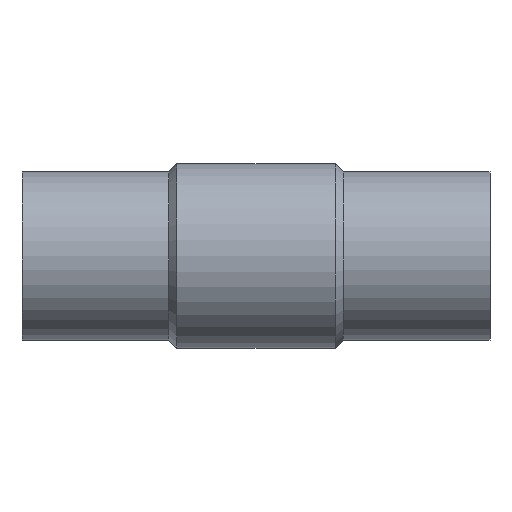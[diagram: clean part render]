
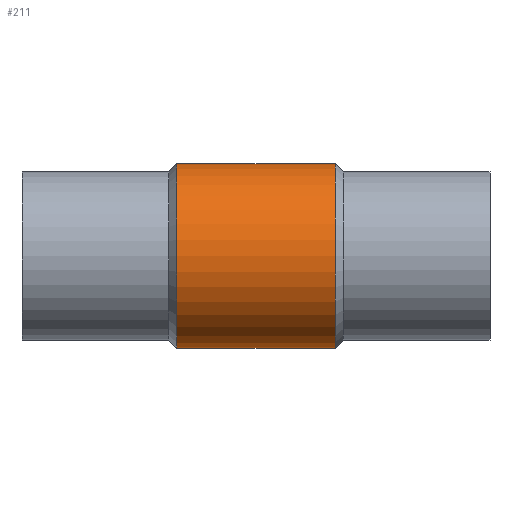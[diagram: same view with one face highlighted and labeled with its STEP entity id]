
A CAD part, top view. The second image highlights one B-rep face of the part: STEP entity #211.
In plain terms, the highlighted cylindrical face has radius 68.75 mm (diameter 137.5 mm), a full revolution.
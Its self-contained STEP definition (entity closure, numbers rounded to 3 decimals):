
#25=FACE_OUTER_BOUND('',#38,.T.);
#38=EDGE_LOOP('',(#149,#150,#151,#152,#153,#154,#155,#156,#157));
#56=B_SPLINE_CURVE_WITH_KNOTS('',3,(#416,#417,#418,#419,#420,#421,#422,
#423,#424,#425,#426,#427,#428,#429,#430,#431,#432,#433,#434,#435,#436,#437,
#438,#439,#440,#441,#442,#443,#444,#445,#446,#447,#448,#449),
 .UNSPECIFIED.,.F.,.F.,(4,2,2,2,2,2,2,2,2,2,2,2,2,2,2,2,4),(7.843,
8.816,9.788,10.76,11.732,12.721,
13.709,14.698,15.687,16.675,17.664,
18.653,19.641,20.614,21.586,22.558,
23.53),.UNSPECIFIED.);
#57=B_SPLINE_CURVE_WITH_KNOTS('',3,(#454,#455,#456,#457,#458,#459,#460,
#461,#462,#463,#464,#465,#466,#467,#468,#469,#470,#471),.UNSPECIFIED.,.F.,
 .F.,(4,2,2,2,2,2,2,2,4),(23.53,24.502,25.474,
26.447,27.419,28.407,29.396,30.385,
31.373),.UNSPECIFIED.);
#58=B_SPLINE_CURVE_WITH_KNOTS('',3,(#472,#473,#474,#475,#476,#477,#478,
#479,#480,#481,#482,#483,#484,#485,#486,#487,#488,#489),.UNSPECIFIED.,.F.,
 .F.,(4,2,2,2,2,2,2,2,4),(0.,0.989,1.977,2.966,
3.955,4.927,5.899,6.871,7.843),
 .UNSPECIFIED.);
#60=LINE('',#414,#72);
#61=LINE('',#451,#73);
#72=VECTOR('',#279,68.75);
#73=VECTOR('',#280,68.75);
#84=CIRCLE('',#246,68.75);
#85=CIRCLE('',#247,68.75);
#99=VERTEX_POINT('',#411);
#100=VERTEX_POINT('',#413);
#101=VERTEX_POINT('',#415);
#102=VERTEX_POINT('',#450);
#103=VERTEX_POINT('',#453);
#118=EDGE_CURVE('',#99,#99,#84,.T.);
#119=EDGE_CURVE('',#99,#100,#60,.T.);
#120=EDGE_CURVE('',#100,#101,#56,.T.);
#121=EDGE_CURVE('',#101,#102,#61,.T.);
#122=EDGE_CURVE('',#102,#102,#85,.T.);
#123=EDGE_CURVE('',#101,#103,#57,.T.);
#124=EDGE_CURVE('',#103,#100,#58,.T.);
#149=ORIENTED_EDGE('',*,*,#118,.F.);
#150=ORIENTED_EDGE('',*,*,#119,.T.);
#151=ORIENTED_EDGE('',*,*,#120,.T.);
#152=ORIENTED_EDGE('',*,*,#121,.T.);
#153=ORIENTED_EDGE('',*,*,#122,.T.);
#154=ORIENTED_EDGE('',*,*,#121,.F.);
#155=ORIENTED_EDGE('',*,*,#123,.T.);
#156=ORIENTED_EDGE('',*,*,#124,.T.);
#157=ORIENTED_EDGE('',*,*,#119,.F.);
#204=CYLINDRICAL_SURFACE('',#245,68.75);
#211=ADVANCED_FACE('',(#25),#204,.T.);
#245=AXIS2_PLACEMENT_3D('',#410,#275,#276);
#246=AXIS2_PLACEMENT_3D('',#412,#277,#278);
#247=AXIS2_PLACEMENT_3D('',#452,#281,#282);
#275=DIRECTION('center_axis',(-1.,0.,0.));
#276=DIRECTION('ref_axis',(0.,0.,1.));
#277=DIRECTION('center_axis',(-1.,0.,0.));
#278=DIRECTION('ref_axis',(0.,0.,1.));
#279=DIRECTION('',(1.,0.,0.));
#280=DIRECTION('',(1.,0.,0.));
#281=DIRECTION('center_axis',(-1.,0.,0.));
#282=DIRECTION('ref_axis',(0.,0.,1.));
#410=CARTESIAN_POINT('Origin',(0.,0.,0.));
#411=CARTESIAN_POINT('',(-58.75,0.,-68.75));
#412=CARTESIAN_POINT('Origin',(-58.75,0.,0.));
#413=CARTESIAN_POINT('',(-49.5,0.,-68.75));
#414=CARTESIAN_POINT('',(0.,0.,-68.75));
#415=CARTESIAN_POINT('',(49.5,0.,-68.75));
#416=CARTESIAN_POINT('Ctrl Pts',(-49.5,0.,-68.75));
#417=CARTESIAN_POINT('Ctrl Pts',(-49.5,-3.241,-68.75));
#418=CARTESIAN_POINT('Ctrl Pts',(-49.177,-6.553,-68.516));
#419=CARTESIAN_POINT('Ctrl Pts',(-47.86,-13.066,-67.577));
#420=CARTESIAN_POINT('Ctrl Pts',(-46.867,-16.266,-66.873));
#421=CARTESIAN_POINT('Ctrl Pts',(-44.297,-22.337,-65.097));
#422=CARTESIAN_POINT('Ctrl Pts',(-42.717,-25.213,-64.025));
#423=CARTESIAN_POINT('Ctrl Pts',(-39.127,-30.488,-61.688));
#424=CARTESIAN_POINT('Ctrl Pts',(-37.116,-32.888,-60.423));
#425=CARTESIAN_POINT('Ctrl Pts',(-32.852,-37.152,-57.901));
#426=CARTESIAN_POINT('Ctrl Pts',(-30.432,-39.17,-56.544));
#427=CARTESIAN_POINT('Ctrl Pts',(-25.157,-42.75,-53.889));
#428=CARTESIAN_POINT('Ctrl Pts',(-22.302,-44.312,-52.592));
#429=CARTESIAN_POINT('Ctrl Pts',(-16.283,-46.859,-50.335));
#430=CARTESIAN_POINT('Ctrl Pts',(-13.113,-47.846,-49.378));
#431=CARTESIAN_POINT('Ctrl Pts',(-6.62,-49.167,-48.063));
#432=CARTESIAN_POINT('Ctrl Pts',(-3.296,-49.5,-47.711));
#433=CARTESIAN_POINT('Ctrl Pts',(3.296,-49.5,-47.711));
#434=CARTESIAN_POINT('Ctrl Pts',(6.62,-49.167,-48.063));
#435=CARTESIAN_POINT('Ctrl Pts',(13.113,-47.846,-49.378));
#436=CARTESIAN_POINT('Ctrl Pts',(16.283,-46.859,-50.335));
#437=CARTESIAN_POINT('Ctrl Pts',(22.302,-44.312,-52.592));
#438=CARTESIAN_POINT('Ctrl Pts',(25.157,-42.75,-53.889));
#439=CARTESIAN_POINT('Ctrl Pts',(30.432,-39.17,-56.544));
#440=CARTESIAN_POINT('Ctrl Pts',(32.852,-37.152,-57.901));
#441=CARTESIAN_POINT('Ctrl Pts',(37.116,-32.888,-60.423));
#442=CARTESIAN_POINT('Ctrl Pts',(39.127,-30.488,-61.688));
#443=CARTESIAN_POINT('Ctrl Pts',(42.717,-25.213,-64.025));
#444=CARTESIAN_POINT('Ctrl Pts',(44.297,-22.337,-65.097));
#445=CARTESIAN_POINT('Ctrl Pts',(46.867,-16.266,-66.873));
#446=CARTESIAN_POINT('Ctrl Pts',(47.86,-13.066,-67.577));
#447=CARTESIAN_POINT('Ctrl Pts',(49.177,-6.553,-68.516));
#448=CARTESIAN_POINT('Ctrl Pts',(49.5,-3.241,-68.75));
#449=CARTESIAN_POINT('Ctrl Pts',(49.5,0.,-68.75));
#450=CARTESIAN_POINT('',(58.75,0.,-68.75));
#451=CARTESIAN_POINT('',(0.,0.,-68.75));
#452=CARTESIAN_POINT('Origin',(58.75,0.,0.));
#453=CARTESIAN_POINT('',(0.,49.5,-47.711));
#454=CARTESIAN_POINT('Ctrl Pts',(49.5,0.,-68.75));
#455=CARTESIAN_POINT('Ctrl Pts',(49.5,3.241,-68.75));
#456=CARTESIAN_POINT('Ctrl Pts',(49.177,6.553,-68.516));
#457=CARTESIAN_POINT('Ctrl Pts',(47.86,13.066,-67.577));
#458=CARTESIAN_POINT('Ctrl Pts',(46.867,16.266,-66.873));
#459=CARTESIAN_POINT('Ctrl Pts',(44.297,22.337,-65.097));
#460=CARTESIAN_POINT('Ctrl Pts',(42.717,25.213,-64.025));
#461=CARTESIAN_POINT('Ctrl Pts',(39.127,30.488,-61.688));
#462=CARTESIAN_POINT('Ctrl Pts',(37.116,32.888,-60.423));
#463=CARTESIAN_POINT('Ctrl Pts',(32.852,37.152,-57.901));
#464=CARTESIAN_POINT('Ctrl Pts',(30.432,39.17,-56.544));
#465=CARTESIAN_POINT('Ctrl Pts',(25.157,42.75,-53.889));
#466=CARTESIAN_POINT('Ctrl Pts',(22.302,44.312,-52.592));
#467=CARTESIAN_POINT('Ctrl Pts',(16.283,46.859,-50.335));
#468=CARTESIAN_POINT('Ctrl Pts',(13.113,47.846,-49.378));
#469=CARTESIAN_POINT('Ctrl Pts',(6.62,49.167,-48.063));
#470=CARTESIAN_POINT('Ctrl Pts',(3.296,49.5,-47.711));
#471=CARTESIAN_POINT('Ctrl Pts',(0.,49.5,-47.711));
#472=CARTESIAN_POINT('Ctrl Pts',(0.,49.5,-47.711));
#473=CARTESIAN_POINT('Ctrl Pts',(-3.296,49.5,-47.711));
#474=CARTESIAN_POINT('Ctrl Pts',(-6.62,49.167,-48.063));
#475=CARTESIAN_POINT('Ctrl Pts',(-13.113,47.846,-49.378));
#476=CARTESIAN_POINT('Ctrl Pts',(-16.283,46.859,-50.335));
#477=CARTESIAN_POINT('Ctrl Pts',(-22.302,44.312,-52.592));
#478=CARTESIAN_POINT('Ctrl Pts',(-25.157,42.75,-53.889));
#479=CARTESIAN_POINT('Ctrl Pts',(-30.432,39.17,-56.544));
#480=CARTESIAN_POINT('Ctrl Pts',(-32.852,37.152,-57.901));
#481=CARTESIAN_POINT('Ctrl Pts',(-37.116,32.888,-60.423));
#482=CARTESIAN_POINT('Ctrl Pts',(-39.127,30.488,-61.688));
#483=CARTESIAN_POINT('Ctrl Pts',(-42.717,25.213,-64.025));
#484=CARTESIAN_POINT('Ctrl Pts',(-44.297,22.337,-65.097));
#485=CARTESIAN_POINT('Ctrl Pts',(-46.867,16.266,-66.873));
#486=CARTESIAN_POINT('Ctrl Pts',(-47.86,13.066,-67.577));
#487=CARTESIAN_POINT('Ctrl Pts',(-49.177,6.553,-68.516));
#488=CARTESIAN_POINT('Ctrl Pts',(-49.5,3.241,-68.75));
#489=CARTESIAN_POINT('Ctrl Pts',(-49.5,0.,-68.75));
